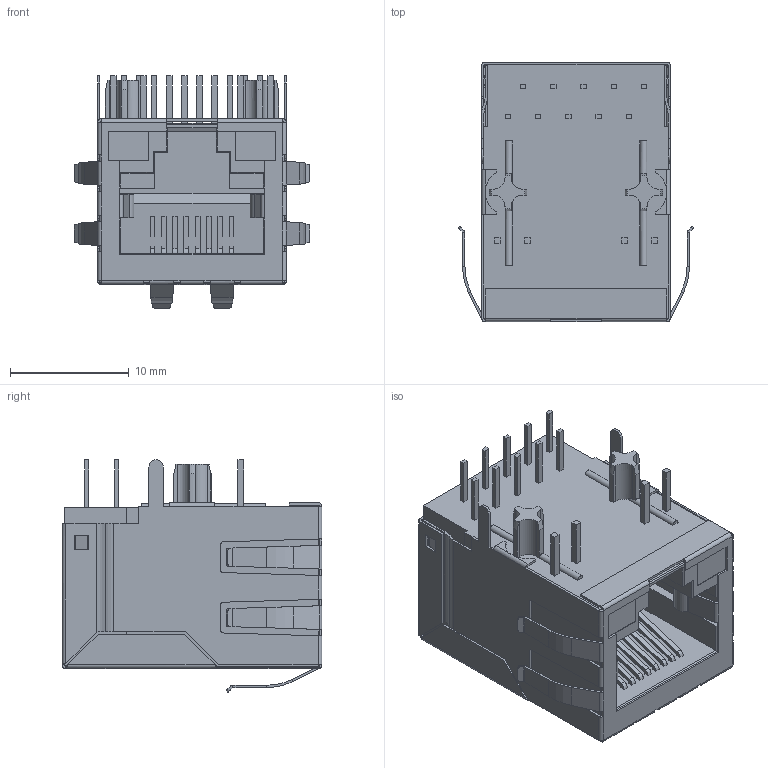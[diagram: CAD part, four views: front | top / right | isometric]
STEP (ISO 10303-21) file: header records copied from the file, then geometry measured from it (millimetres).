
FILE_DESCRIPTION( ( 'Unknown' ), '1' );
FILE_NAME( '7499111446.stp', 'Unknown', ( 'Unknown' ), ( 'Unknown' ), 'PSStep 17.0.49', 'Unknown', ' ' );
FILE_SCHEMA( ( 'AUTOMOTIVE_DESIGN { 1 0 10303 214 1 1 1 1 }' ) );
Length unit declared in the file: millimetre
Products named in the file (3): Assem1; Insulator; Shielding
Assembly tree (2 placements, depth 2):
  Assem1
    Insulator
    Shielding
Bounding box: 19.85 x 21.84 x 19.53 mm (x, y, z)
Volume: 3576.6 mm3; surface area: 5296.8 mm2
Topology: 2 solids, 2 shells, 767 faces, 1962 edges, 1210 vertices
Faces by surface type: plane 510, cylinder 183, bspline 50, extrusion 14, cone 8, sphere 2
Entity records: 29868 total; most frequent: CARTESIAN_POINT 5618, ORIENTED_EDGE 3920, DIRECTION 3406, EDGE_CURVE 1960, VECTOR 1418, LINE 1404, VERTEX_POINT 1210, AXIS2_PLACEMENT_3D 994
